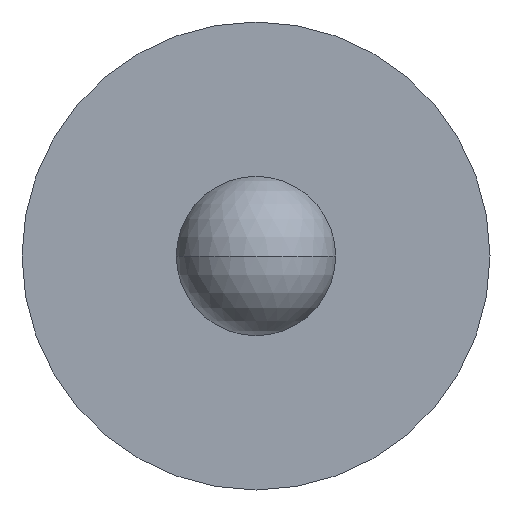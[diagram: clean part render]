
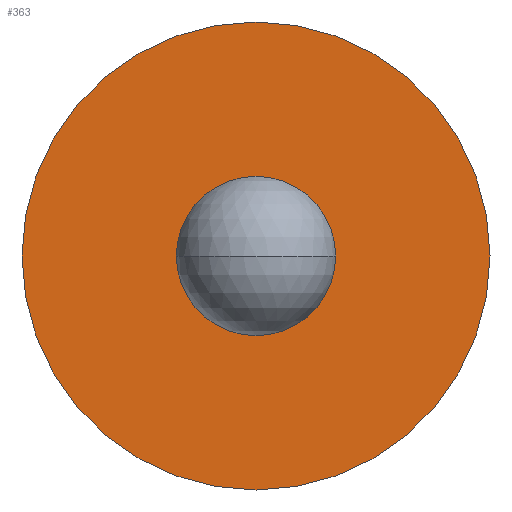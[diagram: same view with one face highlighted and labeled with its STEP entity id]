
A CAD part, left-side view. The second image highlights one B-rep face of the part: STEP entity #363.
In plain terms, the highlighted planar face has unit normal (-1, 0, 0).
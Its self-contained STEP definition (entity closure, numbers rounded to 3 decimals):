
#37 = VERTEX_POINT ( 'NONE', #444 ) ;
#59 = FACE_OUTER_BOUND ( 'NONE', #483, .T. ) ;
#65 = CARTESIAN_POINT ( 'NONE',  ( -3., 0., 0. ) ) ;
#68 = CARTESIAN_POINT ( 'NONE',  ( -3., 0.32, 0. ) ) ;
#71 = VERTEX_POINT ( 'NONE', #455 ) ;
#81 = FACE_BOUND ( 'NONE', #327, .T. ) ;
#89 = EDGE_CURVE ( 'NONE', #71, #324, #322, .T. ) ;
#97 = VERTEX_POINT ( 'NONE', #68 ) ;
#109 = ORIENTED_EDGE ( 'NONE', *, *, #365, .T. ) ;
#110 = EDGE_CURVE ( 'NONE', #324, #71, #137, .T. ) ;
#126 = CARTESIAN_POINT ( 'NONE',  ( -3., 0.32, 0. ) ) ;
#137 = CIRCLE ( 'NONE', #141, 0.94 ) ;
#141 = AXIS2_PLACEMENT_3D ( 'NONE', #543, #197, #550 ) ;
#197 = DIRECTION ( 'NONE',  ( 1., 0., 0. ) ) ;
#211 = AXIS2_PLACEMENT_3D ( 'NONE', #126, #469, #263 ) ;
#221 = AXIS2_PLACEMENT_3D ( 'NONE', #335, #388, #486 ) ;
#242 = AXIS2_PLACEMENT_3D ( 'NONE', #484, #478, #578 ) ;
#244 = DIRECTION ( 'NONE',  ( 0., 1., 0. ) ) ;
#263 = DIRECTION ( 'NONE',  ( 0., -1., 0. ) ) ;
#319 = ORIENTED_EDGE ( 'NONE', *, *, #110, .F. ) ;
#322 = CIRCLE ( 'NONE', #583, 0.94 ) ;
#324 = VERTEX_POINT ( 'NONE', #423 ) ;
#327 = EDGE_LOOP ( 'NONE', ( #109, #562 ) ) ;
#331 = CIRCLE ( 'NONE', #221, 0.32 ) ;
#335 = CARTESIAN_POINT ( 'NONE',  ( -3., 0., 0. ) ) ;
#363 = ADVANCED_FACE ( 'NONE', ( #81, #59 ), #427, .T. ) ;
#365 = EDGE_CURVE ( 'NONE', #97, #37, #429, .T. ) ;
#388 = DIRECTION ( 'NONE',  ( 1., 0., 0. ) ) ;
#423 = CARTESIAN_POINT ( 'NONE',  ( -3., -0.94, 0. ) ) ;
#427 = PLANE ( 'NONE',  #211 ) ;
#429 = CIRCLE ( 'NONE', #242, 0.32 ) ;
#444 = CARTESIAN_POINT ( 'NONE',  ( -3., -0.32, 0. ) ) ;
#455 = CARTESIAN_POINT ( 'NONE',  ( -3., 0.94, 0. ) ) ;
#469 = DIRECTION ( 'NONE',  ( -1., 0., 0. ) ) ;
#478 = DIRECTION ( 'NONE',  ( 1., 0., 0. ) ) ;
#483 = EDGE_LOOP ( 'NONE', ( #608, #319 ) ) ;
#484 = CARTESIAN_POINT ( 'NONE',  ( -3., 0., 0. ) ) ;
#486 = DIRECTION ( 'NONE',  ( 0., 1., 0. ) ) ;
#543 = CARTESIAN_POINT ( 'NONE',  ( -3., 0., 0. ) ) ;
#546 = DIRECTION ( 'NONE',  ( 1., 0., 0. ) ) ;
#550 = DIRECTION ( 'NONE',  ( 0., 1., 0. ) ) ;
#562 = ORIENTED_EDGE ( 'NONE', *, *, #593, .T. ) ;
#578 = DIRECTION ( 'NONE',  ( 0., 1., 0. ) ) ;
#583 = AXIS2_PLACEMENT_3D ( 'NONE', #65, #546, #244 ) ;
#593 = EDGE_CURVE ( 'NONE', #37, #97, #331, .T. ) ;
#608 = ORIENTED_EDGE ( 'NONE', *, *, #89, .F. ) ;
